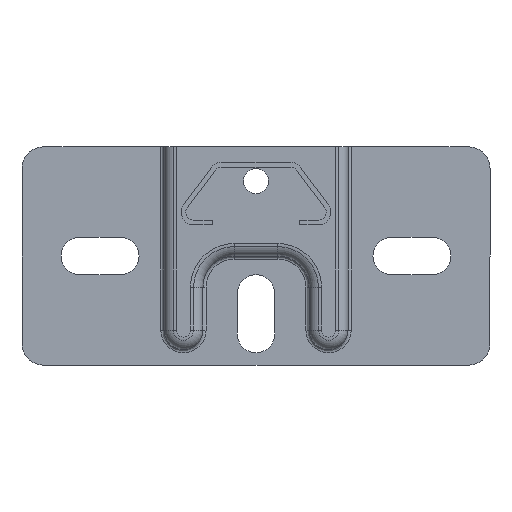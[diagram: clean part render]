
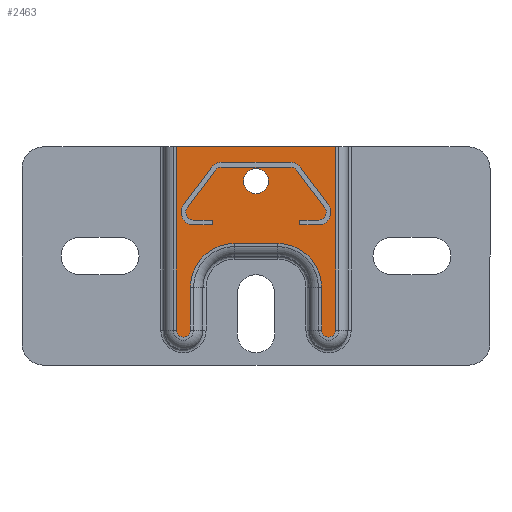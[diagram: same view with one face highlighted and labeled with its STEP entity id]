
A CAD part, front view. The second image highlights one B-rep face of the part: STEP entity #2463.
In plain terms, the highlighted planar face has unit normal (0, -1, 0).
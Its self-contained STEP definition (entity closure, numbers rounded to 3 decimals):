
#14 = CIRCLE ( 'NONE', #2099, 4. ) ;
#37 = VECTOR ( 'NONE', #3406, 1000. ) ;
#95 = VERTEX_POINT ( 'NONE', #1979 ) ;
#102 = ORIENTED_EDGE ( 'NONE', *, *, #7771, .T. ) ;
#104 = EDGE_CURVE ( 'NONE', #2616, #6633, #5997, .T. ) ;
#123 = DIRECTION ( 'NONE',  ( 1., 0., 0. ) ) ;
#200 = AXIS2_PLACEMENT_3D ( 'NONE', #1521, #5700, #2165 ) ;
#317 = CARTESIAN_POINT ( 'NONE',  ( -21., -9., 11.25 ) ) ;
#441 = LINE ( 'NONE', #317, #6464 ) ;
#487 = VERTEX_POINT ( 'NONE', #7353 ) ;
#541 = CIRCLE ( 'NONE', #1241, 4. ) ;
#581 = DIRECTION ( 'NONE',  ( 0., -1., 0. ) ) ;
#738 = EDGE_LOOP ( 'NONE', ( #4195, #6720 ) ) ;
#962 = VERTEX_POINT ( 'NONE', #1528 ) ;
#1217 = EDGE_CURVE ( 'NONE', #6098, #4937, #5935, .T. ) ;
#1234 = VERTEX_POINT ( 'NONE', #4279 ) ;
#1241 = AXIS2_PLACEMENT_3D ( 'NONE', #7071, #3517, #7690 ) ;
#1264 = DIRECTION ( 'NONE',  ( 1., 0., 0. ) ) ;
#1292 = ORIENTED_EDGE ( 'NONE', *, *, #4150, .T. ) ;
#1521 = CARTESIAN_POINT ( 'NONE',  ( 7., -9., 25. ) ) ;
#1528 = CARTESIAN_POINT ( 'NONE',  ( -25.5, -9., 11.25 ) ) ;
#1543 = EDGE_LOOP ( 'NONE', ( #102, #5864, #6768, #1292, #5188, #6202, #2801, #3898, #4232, #5152 ) ) ;
#1588 = DIRECTION ( 'NONE',  ( 0., -1., 0. ) ) ;
#1600 = EDGE_CURVE ( 'NONE', #487, #6098, #2366, .T. ) ;
#1763 = DIRECTION ( 'NONE',  ( 0., 1., 0. ) ) ;
#1872 = CARTESIAN_POINT ( 'NONE',  ( 25.5, -9., 70. ) ) ;
#1925 = LINE ( 'NONE', #6967, #37 ) ;
#1979 = CARTESIAN_POINT ( 'NONE',  ( -4., -9., 59. ) ) ;
#2004 = CARTESIAN_POINT ( 'NONE',  ( -25.5, -9., 70. ) ) ;
#2099 = AXIS2_PLACEMENT_3D ( 'NONE', #2697, #6814, #3274 ) ;
#2165 = DIRECTION ( 'NONE',  ( 1., 0., 0. ) ) ;
#2366 = LINE ( 'NONE', #3279, #3748 ) ;
#2442 = CARTESIAN_POINT ( 'NONE',  ( -7., -9., 39. ) ) ;
#2463 = ADVANCED_FACE ( 'NONE', ( #7514, #4513 ), #7099, .F. ) ;
#2616 = VERTEX_POINT ( 'NONE', #7865 ) ;
#2697 = CARTESIAN_POINT ( 'NONE',  ( 0., -9., 59. ) ) ;
#2801 = ORIENTED_EDGE ( 'NONE', *, *, #4949, .T. ) ;
#2894 = CIRCLE ( 'NONE', #4113, 2.25 ) ;
#3100 = CARTESIAN_POINT ( 'NONE',  ( -23.25, -9., 39. ) ) ;
#3155 = CIRCLE ( 'NONE', #4631, 2.25 ) ;
#3274 = DIRECTION ( 'NONE',  ( -1., 0., 0. ) ) ;
#3279 = CARTESIAN_POINT ( 'NONE',  ( 25.5, -9., 11.25 ) ) ;
#3292 = CARTESIAN_POINT ( 'NONE',  ( -21., -9., 11.25 ) ) ;
#3366 = CIRCLE ( 'NONE', #200, 14. ) ;
#3406 = DIRECTION ( 'NONE',  ( 0., 0., -1. ) ) ;
#3508 = CARTESIAN_POINT ( 'NONE',  ( 7., -9., 39. ) ) ;
#3517 = DIRECTION ( 'NONE',  ( 0., -1., 0. ) ) ;
#3592 = VECTOR ( 'NONE', #1264, 1000. ) ;
#3748 = VECTOR ( 'NONE', #7176, 1000. ) ;
#3772 = LINE ( 'NONE', #3100, #3592 ) ;
#3805 = DIRECTION ( 'NONE',  ( 0., 1., 0. ) ) ;
#3898 = ORIENTED_EDGE ( 'NONE', *, *, #6122, .T. ) ;
#3908 = EDGE_CURVE ( 'NONE', #1234, #95, #541, .T. ) ;
#4061 = VECTOR ( 'NONE', #6831, 1000. ) ;
#4113 = AXIS2_PLACEMENT_3D ( 'NONE', #4207, #581, #4826 ) ;
#4138 = EDGE_CURVE ( 'NONE', #5015, #7540, #441, .T. ) ;
#4150 = EDGE_CURVE ( 'NONE', #4937, #962, #1925, .T. ) ;
#4195 = ORIENTED_EDGE ( 'NONE', *, *, #5965, .F. ) ;
#4207 = CARTESIAN_POINT ( 'NONE',  ( -23.25, -9., 11.25 ) ) ;
#4226 = CIRCLE ( 'NONE', #7218, 14. ) ;
#4232 = ORIENTED_EDGE ( 'NONE', *, *, #6951, .T. ) ;
#4279 = CARTESIAN_POINT ( 'NONE',  ( 4., -9., 59. ) ) ;
#4359 = DIRECTION ( 'NONE',  ( -1., 0., 0. ) ) ;
#4368 = VECTOR ( 'NONE', #4359, 1000. ) ;
#4513 = FACE_OUTER_BOUND ( 'NONE', #1543, .T. ) ;
#4631 = AXIS2_PLACEMENT_3D ( 'NONE', #5167, #1588, #5756 ) ;
#4715 = CARTESIAN_POINT ( 'NONE',  ( -23.25, -9., 11.25 ) ) ;
#4766 = VERTEX_POINT ( 'NONE', #3508 ) ;
#4826 = DIRECTION ( 'NONE',  ( 1., 0., 0. ) ) ;
#4937 = VERTEX_POINT ( 'NONE', #2004 ) ;
#4949 = EDGE_CURVE ( 'NONE', #7540, #5326, #4226, .T. ) ;
#5015 = VERTEX_POINT ( 'NONE', #3292 ) ;
#5152 = ORIENTED_EDGE ( 'NONE', *, *, #104, .T. ) ;
#5164 = DIRECTION ( 'NONE',  ( 0., 0., 1. ) ) ;
#5167 = CARTESIAN_POINT ( 'NONE',  ( 23.25, -9., 11.25 ) ) ;
#5188 = ORIENTED_EDGE ( 'NONE', *, *, #5356, .T. ) ;
#5326 = VERTEX_POINT ( 'NONE', #2442 ) ;
#5356 = EDGE_CURVE ( 'NONE', #962, #5015, #2894, .T. ) ;
#5468 = CARTESIAN_POINT ( 'NONE',  ( -29.5, -9., 70. ) ) ;
#5617 = AXIS2_PLACEMENT_3D ( 'NONE', #4715, #1763, #5895 ) ;
#5700 = DIRECTION ( 'NONE',  ( 0., 1., 0. ) ) ;
#5756 = DIRECTION ( 'NONE',  ( 1., 0., 0. ) ) ;
#5864 = ORIENTED_EDGE ( 'NONE', *, *, #1600, .T. ) ;
#5869 = CARTESIAN_POINT ( 'NONE',  ( 21., -9., 11.25 ) ) ;
#5895 = DIRECTION ( 'NONE',  ( 1., 0., 0. ) ) ;
#5935 = LINE ( 'NONE', #5468, #4368 ) ;
#5965 = EDGE_CURVE ( 'NONE', #95, #1234, #14, .T. ) ;
#5997 = LINE ( 'NONE', #6861, #4061 ) ;
#6098 = VERTEX_POINT ( 'NONE', #1872 ) ;
#6122 = EDGE_CURVE ( 'NONE', #5326, #4766, #3772, .T. ) ;
#6202 = ORIENTED_EDGE ( 'NONE', *, *, #4138, .T. ) ;
#6464 = VECTOR ( 'NONE', #5164, 1000. ) ;
#6633 = VERTEX_POINT ( 'NONE', #5869 ) ;
#6720 = ORIENTED_EDGE ( 'NONE', *, *, #3908, .F. ) ;
#6768 = ORIENTED_EDGE ( 'NONE', *, *, #1217, .T. ) ;
#6814 = DIRECTION ( 'NONE',  ( 0., -1., 0. ) ) ;
#6831 = DIRECTION ( 'NONE',  ( 0., 0., -1. ) ) ;
#6861 = CARTESIAN_POINT ( 'NONE',  ( 21., -9., 11.25 ) ) ;
#6951 = EDGE_CURVE ( 'NONE', #4766, #2616, #3366, .T. ) ;
#6967 = CARTESIAN_POINT ( 'NONE',  ( -25.5, -9., 11.25 ) ) ;
#7071 = CARTESIAN_POINT ( 'NONE',  ( 0., -9., 59. ) ) ;
#7099 = PLANE ( 'NONE',  #5617 ) ;
#7176 = DIRECTION ( 'NONE',  ( 0., 0., 1. ) ) ;
#7218 = AXIS2_PLACEMENT_3D ( 'NONE', #7362, #3805, #123 ) ;
#7234 = CARTESIAN_POINT ( 'NONE',  ( -21., -9., 25. ) ) ;
#7353 = CARTESIAN_POINT ( 'NONE',  ( 25.5, -9., 11.25 ) ) ;
#7362 = CARTESIAN_POINT ( 'NONE',  ( -7., -9., 25. ) ) ;
#7514 = FACE_BOUND ( 'NONE', #738, .T. ) ;
#7540 = VERTEX_POINT ( 'NONE', #7234 ) ;
#7690 = DIRECTION ( 'NONE',  ( -1., 0., 0. ) ) ;
#7771 = EDGE_CURVE ( 'NONE', #6633, #487, #3155, .T. ) ;
#7865 = CARTESIAN_POINT ( 'NONE',  ( 21., -9., 25. ) ) ;
